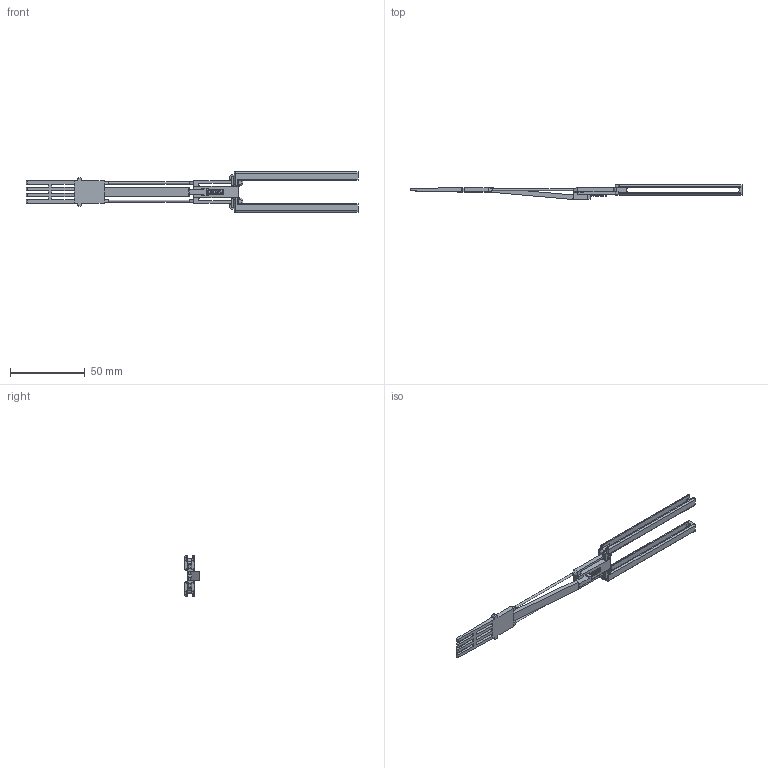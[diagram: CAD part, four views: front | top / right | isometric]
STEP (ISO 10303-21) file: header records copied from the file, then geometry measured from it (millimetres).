
FILE_DESCRIPTION(/* description */ ('','CAx-IF Rec.Pracs.---Representation and Presentation of Product Manufacturing Information (PMI)---4.0---2014-10-13'),/* implementation_level */ '2;1');
FILE_NAME(/* name */ 'butterfly fork CAD.step',/* time_stamp */ '2025-03-19T15:15:14Z',/* author */ (''),/* organization */ (''),/* preprocessor_version */ 'ST-DEVELOPER v20',/* originating_system */ 'Autodesk Translation Framework v13.20.0.188',/* authorisation */ '');
FILE_SCHEMA (('AP242_MANAGED_MODEL_BASED_3D_ENGINEERING_MIM_LF { 1 0 10303 442 1 1 4 }'));
Length unit declared in the file: millimetre
Products named in the file (8): butterfly fork; HInge; Fork; Component8; Component9; Moving handle; HInge(Mirror); Moving handle(Mirror)
Assembly tree (7 placements, depth 3):
  butterfly fork
    HInge
    Fork
      Component8
      Component9
    Moving handle
    HInge(Mirror)
    Moving handle(Mirror)
Bounding box: 222.25 x 10 x 27.4 mm (x, y, z)
Volume: 8351.1 mm3; surface area: 10966.1 mm2
Topology: 8 solids, 8 shells, 256 faces, 683 edges, 423 vertices
Faces by surface type: plane 148, cylinder 75, bspline 25, sphere 8
Full cylindrical faces by diameter (mm): 1.45 x2, 1.8 x4, 2 x2
Entity records: 9157 total; most frequent: CARTESIAN_POINT 2492, ORIENTED_EDGE 1366, DIRECTION 1357, EDGE_CURVE 683, LINE 495, VECTOR 495, AXIS2_PLACEMENT_3D 431, VERTEX_POINT 423
